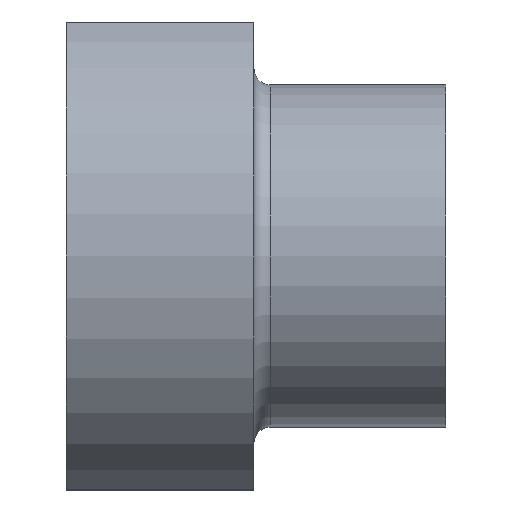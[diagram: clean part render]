
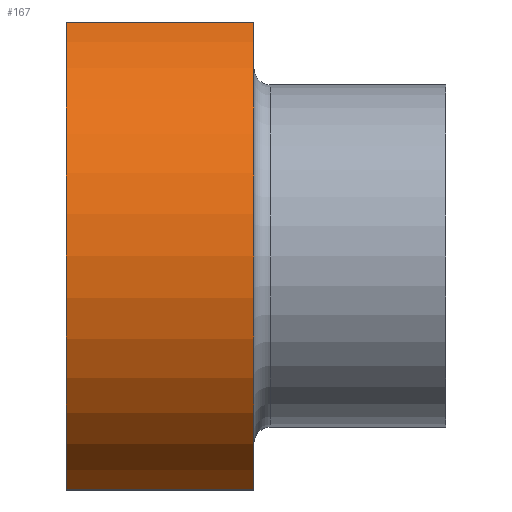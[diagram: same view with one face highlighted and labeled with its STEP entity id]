
A CAD part, left-side view. The second image highlights one B-rep face of the part: STEP entity #167.
In plain terms, the highlighted cylindrical face has radius 46.99 mm (diameter 93.98 mm), a partial arc.
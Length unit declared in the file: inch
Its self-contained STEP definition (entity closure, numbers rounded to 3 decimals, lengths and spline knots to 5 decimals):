
#4 = VERTEX_POINT ( 'NONE', #72 ) ;
#7 = FACE_OUTER_BOUND ( 'NONE', #292, .T. ) ;
#8 = CARTESIAN_POINT ( 'NONE',  ( -0.73823, 1.08, -1.69633 ) ) ;
#14 = VECTOR ( 'NONE', #347, 39.37008 ) ;
#16 = CARTESIAN_POINT ( 'NONE',  ( 0., 1.08, 0. ) ) ;
#19 = CARTESIAN_POINT ( 'NONE',  ( -0.73823, 1., 1.69633 ) ) ;
#22 = VECTOR ( 'NONE', #218, 39.37008 ) ;
#42 = VERTEX_POINT ( 'NONE', #8 ) ;
#62 = ORIENTED_EDGE ( 'NONE', *, *, #336, .T. ) ;
#72 = CARTESIAN_POINT ( 'NONE',  ( -0.73823, 1.08, 1.69633 ) ) ;
#107 = DIRECTION ( 'NONE',  ( 0., 1., 0. ) ) ;
#111 = CIRCLE ( 'NONE', #202, 1.85 ) ;
#125 = EDGE_CURVE ( 'NONE', #42, #331, #301, .T. ) ;
#128 = AXIS2_PLACEMENT_3D ( 'NONE', #337, #280, #300 ) ;
#167 = ADVANCED_FACE ( 'NONE', ( #7 ), #373, .T. ) ;
#168 = DIRECTION ( 'NONE',  ( 0., -1., 0. ) ) ;
#177 = CARTESIAN_POINT ( 'NONE',  ( -0.73823, 1., -1.69633 ) ) ;
#183 = CARTESIAN_POINT ( 'NONE',  ( -0.73823, -0.28, -1.69633 ) ) ;
#187 = ORIENTED_EDGE ( 'NONE', *, *, #310, .F. ) ;
#193 = VERTEX_POINT ( 'NONE', #204 ) ;
#202 = AXIS2_PLACEMENT_3D ( 'NONE', #16, #107, #282 ) ;
#204 = CARTESIAN_POINT ( 'NONE',  ( -0.73823, -0.28, 1.69633 ) ) ;
#218 = DIRECTION ( 'NONE',  ( 0., -1., 0. ) ) ;
#229 = CIRCLE ( 'NONE', #230, 1.85 ) ;
#230 = AXIS2_PLACEMENT_3D ( 'NONE', #294, #168, #333 ) ;
#264 = ORIENTED_EDGE ( 'NONE', *, *, #125, .T. ) ;
#274 = ORIENTED_EDGE ( 'NONE', *, *, #370, .F. ) ;
#280 = DIRECTION ( 'NONE',  ( 0., -1., 0. ) ) ;
#282 = DIRECTION ( 'NONE',  ( 0., 0., 1. ) ) ;
#292 = EDGE_LOOP ( 'NONE', ( #187, #264, #274, #62 ) ) ;
#294 = CARTESIAN_POINT ( 'NONE',  ( 0., -0.28, 0. ) ) ;
#300 = DIRECTION ( 'NONE',  ( 0., 0., -1. ) ) ;
#301 = LINE ( 'NONE', #177, #22 ) ;
#310 = EDGE_CURVE ( 'NONE', #42, #4, #111, .T. ) ;
#331 = VERTEX_POINT ( 'NONE', #183 ) ;
#333 = DIRECTION ( 'NONE',  ( 0., 0., -1. ) ) ;
#336 = EDGE_CURVE ( 'NONE', #193, #4, #362, .T. ) ;
#337 = CARTESIAN_POINT ( 'NONE',  ( 0., 1., 0. ) ) ;
#347 = DIRECTION ( 'NONE',  ( 0., 1., 0. ) ) ;
#362 = LINE ( 'NONE', #19, #14 ) ;
#370 = EDGE_CURVE ( 'NONE', #193, #331, #229, .T. ) ;
#373 = CYLINDRICAL_SURFACE ( 'NONE', #128, 1.85 ) ;
